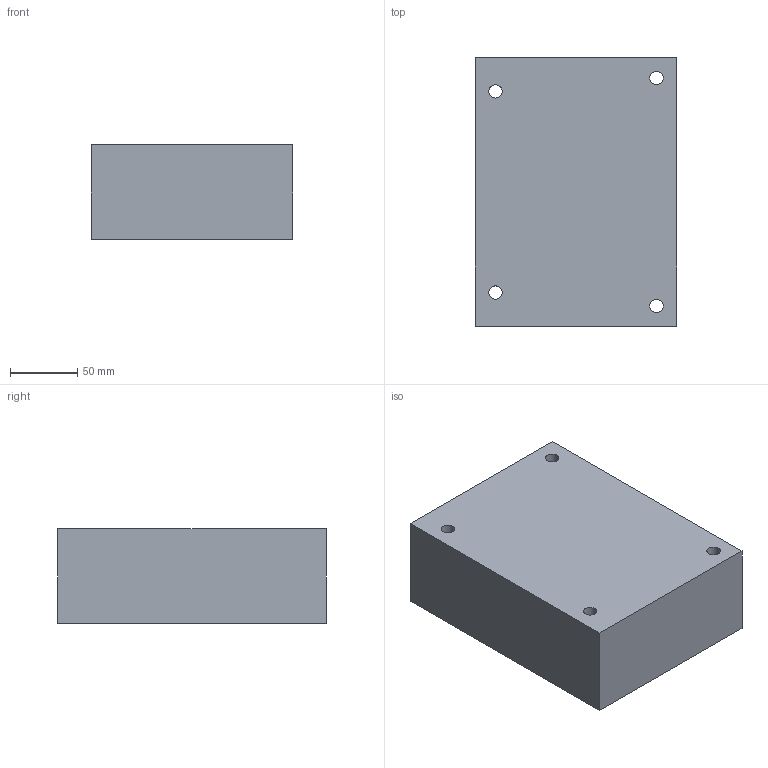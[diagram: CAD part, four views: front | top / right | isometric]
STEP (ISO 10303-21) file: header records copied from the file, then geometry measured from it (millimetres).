
FILE_DESCRIPTION (( 'STEP AP214' ), '1' );
FILE_NAME ('Part4A-2018.STEP', '2018-04-26T20:26:57', ( 'Windows-gebruiker' ), ( '' ), 'SwSTEP 2.0', 'SolidWorks 2017', '' );
FILE_SCHEMA (( 'AUTOMOTIVE_DESIGN' ));
Length unit declared in the file: millimetre
Products named in the file (1): Part4A-2018
Bounding box: 150 x 200 x 70.7 mm (x, y, z)
Volume: 1778699.2 mm3; surface area: 132592 mm2
Topology: 1 solids, 1 shells, 66 faces, 170 edges, 109 vertices
Faces by surface type: plane 30, bspline 16, cylinder 12, cone 8
Entity records: 9453 total; most frequent: CARTESIAN_POINT 7891, ORIENTED_EDGE 340, DIRECTION 268, EDGE_CURVE 170, VERTEX_POINT 109, LINE 94, VECTOR 94, AXIS2_PLACEMENT_3D 87
